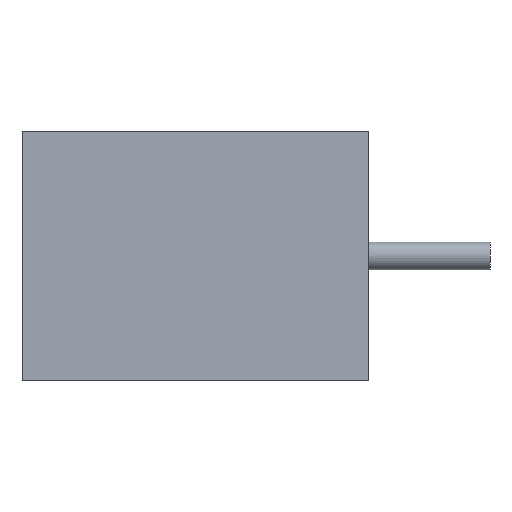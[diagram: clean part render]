
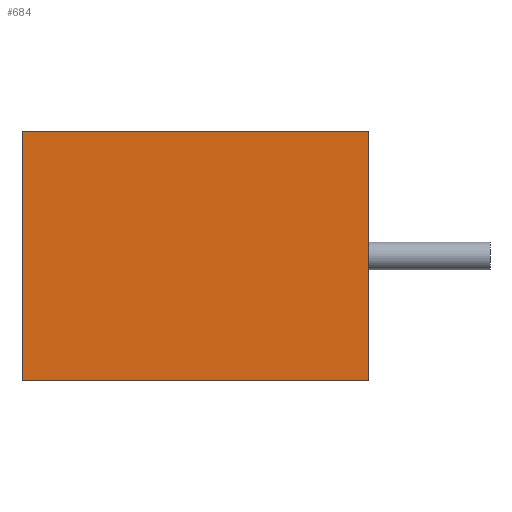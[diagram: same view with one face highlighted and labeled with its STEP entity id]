
A CAD part, left-side view. The second image highlights one B-rep face of the part: STEP entity #684.
In plain terms, the highlighted planar face has unit normal (-1, 0, 0).
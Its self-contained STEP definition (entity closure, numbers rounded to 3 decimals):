
#10 = DIRECTION ( 'NONE',  ( 0., 0., 1. ) ) ;
#93 = EDGE_LOOP ( 'NONE', ( #244, #474, #611, #132 ) ) ;
#107 = CARTESIAN_POINT ( 'NONE',  ( -12.5, 12.5, -4.5 ) ) ;
#119 = CARTESIAN_POINT ( 'NONE',  ( -12.5, 0., -4.5 ) ) ;
#123 = LINE ( 'NONE', #604, #205 ) ;
#124 = LINE ( 'NONE', #309, #693 ) ;
#128 = CARTESIAN_POINT ( 'NONE',  ( -12.5, 12.5, 4.5 ) ) ;
#132 = ORIENTED_EDGE ( 'NONE', *, *, #670, .T. ) ;
#150 = EDGE_CURVE ( 'NONE', #622, #201, #124, .T. ) ;
#152 = VERTEX_POINT ( 'NONE', #107 ) ;
#181 = DIRECTION ( 'NONE',  ( 0., -1., 0. ) ) ;
#186 = PLANE ( 'NONE',  #808 ) ;
#194 = DIRECTION ( 'NONE',  ( 0., -1., 0. ) ) ;
#201 = VERTEX_POINT ( 'NONE', #779 ) ;
#205 = VECTOR ( 'NONE', #194, 1000. ) ;
#244 = ORIENTED_EDGE ( 'NONE', *, *, #150, .T. ) ;
#309 = CARTESIAN_POINT ( 'NONE',  ( -12.5, 0., 4.5 ) ) ;
#343 = CARTESIAN_POINT ( 'NONE',  ( -12.5, 12.5, 4.5 ) ) ;
#382 = DIRECTION ( 'NONE',  ( 1., 0., 0. ) ) ;
#391 = CARTESIAN_POINT ( 'NONE',  ( -12.5, 12.5, 4.5 ) ) ;
#416 = EDGE_CURVE ( 'NONE', #770, #201, #789, .T. ) ;
#474 = ORIENTED_EDGE ( 'NONE', *, *, #416, .F. ) ;
#598 = VECTOR ( 'NONE', #10, 1000. ) ;
#604 = CARTESIAN_POINT ( 'NONE',  ( -12.5, 12.5, -4.5 ) ) ;
#611 = ORIENTED_EDGE ( 'NONE', *, *, #837, .F. ) ;
#622 = VERTEX_POINT ( 'NONE', #119 ) ;
#660 = DIRECTION ( 'NONE',  ( 0., 0., -1. ) ) ;
#670 = EDGE_CURVE ( 'NONE', #152, #622, #123, .T. ) ;
#684 = ADVANCED_FACE ( 'NONE', ( #785 ), #186, .F. ) ;
#693 = VECTOR ( 'NONE', #709, 1000. ) ;
#709 = DIRECTION ( 'NONE',  ( 0., 0., 1. ) ) ;
#747 = LINE ( 'NONE', #343, #598 ) ;
#770 = VERTEX_POINT ( 'NONE', #863 ) ;
#779 = CARTESIAN_POINT ( 'NONE',  ( -12.5, 0., 4.5 ) ) ;
#785 = FACE_OUTER_BOUND ( 'NONE', #93, .T. ) ;
#789 = LINE ( 'NONE', #128, #844 ) ;
#808 = AXIS2_PLACEMENT_3D ( 'NONE', #391, #382, #660 ) ;
#837 = EDGE_CURVE ( 'NONE', #152, #770, #747, .T. ) ;
#844 = VECTOR ( 'NONE', #181, 1000. ) ;
#863 = CARTESIAN_POINT ( 'NONE',  ( -12.5, 12.5, 4.5 ) ) ;
